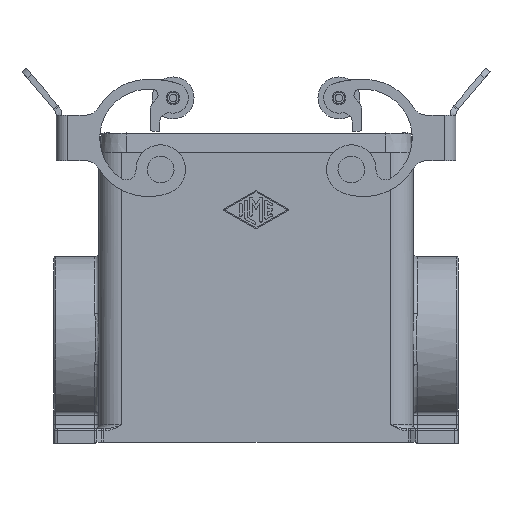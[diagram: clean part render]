
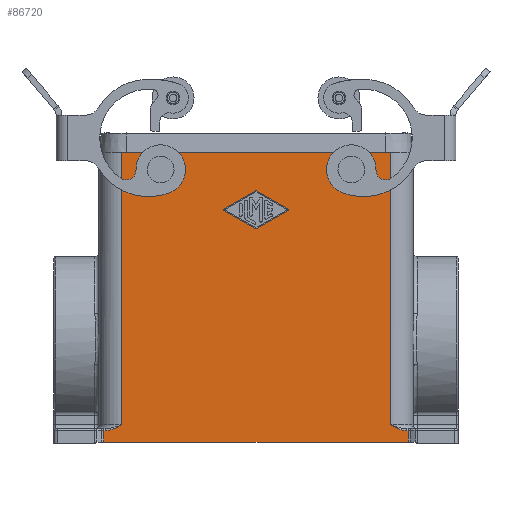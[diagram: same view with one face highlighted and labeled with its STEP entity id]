
A CAD part, left-side view. The second image highlights one B-rep face of the part: STEP entity #86720.
In plain terms, the highlighted face is planar.
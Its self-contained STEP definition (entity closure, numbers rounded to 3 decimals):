
#44280=CARTESIAN_POINT('',(35.25,-27.65,24.));
#44290=DIRECTION('',(0.,0.,-1.));
#44300=VECTOR('',#44290,71.5);
#44310=LINE('',#44280,#44300);
#44320=CARTESIAN_POINT('',(35.25,-27.65,24.));
#44330=VERTEX_POINT('',#44320);
#44340=CARTESIAN_POINT('',(35.25,-27.65,-47.5));
#44350=VERTEX_POINT('',#44340);
#44360=EDGE_CURVE('',#44330,#44350,#44310,.T.);
#79240=CARTESIAN_POINT('',(-39.58,-27.65,-49.));
#79250=VERTEX_POINT('',#79240);
#79410=CARTESIAN_POINT('',(-35.25,-27.65,-47.5));
#79420=VERTEX_POINT('',#79410);
#79450=CARTESIAN_POINT('',(-39.58,-27.65,-49.));
#79460=CARTESIAN_POINT('',(-39.388,-27.65,-49.));
#79470=CARTESIAN_POINT('',(-39.195,-27.65,-48.986));
#79480=CARTESIAN_POINT('',(-38.697,-27.65,-48.92));
#79490=CARTESIAN_POINT('',(-38.393,-27.65,-48.851));
#79500=CARTESIAN_POINT('',(-37.623,-27.65,-48.626));
#79510=CARTESIAN_POINT('',(-37.167,-27.65,-48.441));
#79520=CARTESIAN_POINT('',(-36.221,-27.65,-48.007));
#79530=CARTESIAN_POINT('',(-35.734,-27.65,-47.753));
#79540=CARTESIAN_POINT('',(-35.25,-27.65,-47.5));
#79550=B_SPLINE_CURVE_WITH_KNOTS('',3,(#79450,#79460,#79470,#79480,
#79490,#79500,#79510,#79520,#79530,#79540),.UNSPECIFIED.,.F.,.F.,(4,2,2,
2,4),(0.,0.058,0.15,0.298,
0.462),.UNSPECIFIED.);
#79560=EDGE_CURVE('',#79250,#79420,#79550,.T.);
#84960=CARTESIAN_POINT('',(35.25,-27.65,1.5));
#84970=DIRECTION('',(0.,-1.,0.));
#84980=DIRECTION('',(0.,0.,-1.));
#84990=AXIS2_PLACEMENT_3D('',#84960,#84970,#84980);
#85000=PLANE('',#84990);
#85010=CARTESIAN_POINT('',(25.,-27.65,19.5));
#85020=DIRECTION('',(0.,1.,0.));
#85030=DIRECTION('',(0.839,0.,
0.545));
#85040=AXIS2_PLACEMENT_3D('',#85010,#85020,#85030);
#85050=CIRCLE('',#85040,1.5);
#85060=CARTESIAN_POINT('',(26.258,-27.65,20.317));
#85070=VERTEX_POINT('',#85060);
#85080=CARTESIAN_POINT('',(23.742,-27.65,18.683));
#85090=VERTEX_POINT('',#85080);
#85100=EDGE_CURVE('',#85070,#85090,#85050,.T.);
#85110=ORIENTED_EDGE('',*,*,#85100,.T.);
#85120=EDGE_CURVE('',#85090,#85070,#85050,.T.);
#85130=ORIENTED_EDGE('',*,*,#85120,.T.);
#85140=EDGE_LOOP('',(#85130,#85110));
#85150=FACE_BOUND('',#85140,.T.);
#85160=CARTESIAN_POINT('',(0.,-27.65,13.622)
);
#85170=DIRECTION('',(0.,-1.,0.));
#85180=DIRECTION('',(1.,0.,0.));
#85190=AXIS2_PLACEMENT_3D('',#85160,#85170,#85180);
#85200=CIRCLE('',#85190,0.333);
#85210=CARTESIAN_POINT('',(0.165,-27.65,13.911));
#85220=VERTEX_POINT('',#85210);
#85230=CARTESIAN_POINT('',(-0.165,-27.65,13.911));
#85240=VERTEX_POINT('',#85230);
#85250=EDGE_CURVE('',#85220,#85240,#85200,.T.);
#85260=ORIENTED_EDGE('',*,*,#85250,.F.);
#85270=CARTESIAN_POINT('',(0.,-27.65,14.005));
#85280=DIRECTION('',(0.868,0.,0.496));
#85290=VECTOR('',#85280,1.);
#85300=LINE('',#85270,#85290);
#85310=CARTESIAN_POINT('',(-8.574,-27.65,9.105));
#85320=VERTEX_POINT('',#85310);
#85330=EDGE_CURVE('',#85320,#85240,#85300,.T.);
#85340=ORIENTED_EDGE('',*,*,#85330,.T.);
#85350=CARTESIAN_POINT('',(-8.491,-27.65,8.96));
#85360=DIRECTION('',(0.,-1.,0.));
#85370=DIRECTION('',(1.,0.,0.));
#85380=AXIS2_PLACEMENT_3D('',#85350,#85360,#85370);
#85390=CIRCLE('',#85380,0.167);
#85400=CARTESIAN_POINT('',(-8.574,-27.65,8.815));
#85410=VERTEX_POINT('',#85400);
#85420=EDGE_CURVE('',#85320,#85410,#85390,.T.);
#85430=ORIENTED_EDGE('',*,*,#85420,.F.);
#85440=CARTESIAN_POINT('',(0.,-27.65,3.914));
#85450=DIRECTION('',(-0.868,0.,0.496));
#85460=VECTOR('',#85450,1.);
#85470=LINE('',#85440,#85460);
#85480=CARTESIAN_POINT('',(-0.165,-27.65,4.009));
#85490=VERTEX_POINT('',#85480);
#85500=EDGE_CURVE('',#85490,#85410,#85470,.T.);
#85510=ORIENTED_EDGE('',*,*,#85500,.T.);
#85520=CARTESIAN_POINT('',(0.,-27.65,4.298)
);
#85530=DIRECTION('',(0.,-1.,0.));
#85540=DIRECTION('',(1.,0.,0.));
#85550=AXIS2_PLACEMENT_3D('',#85520,#85530,#85540);
#85560=CIRCLE('',#85550,0.333);
#85570=CARTESIAN_POINT('',(0.165,-27.65,4.009));
#85580=VERTEX_POINT('',#85570);
#85590=EDGE_CURVE('',#85490,#85580,#85560,.T.);
#85600=ORIENTED_EDGE('',*,*,#85590,.F.);
#85610=CARTESIAN_POINT('',(0.,-27.65,3.914));
#85620=DIRECTION('',(-0.868,0.,-0.496));
#85630=VECTOR('',#85620,1.);
#85640=LINE('',#85610,#85630);
#85650=CARTESIAN_POINT('',(8.574,-27.65,8.815));
#85660=VERTEX_POINT('',#85650);
#85670=EDGE_CURVE('',#85660,#85580,#85640,.T.);
#85680=ORIENTED_EDGE('',*,*,#85670,.T.);
#85690=CARTESIAN_POINT('',(8.491,-27.65,8.96));
#85700=DIRECTION('',(0.,-1.,0.));
#85710=DIRECTION('',(1.,0.,0.));
#85720=AXIS2_PLACEMENT_3D('',#85690,#85700,#85710);
#85730=CIRCLE('',#85720,0.166);
#85740=CARTESIAN_POINT('',(8.574,-27.65,9.104));
#85750=VERTEX_POINT('',#85740);
#85760=EDGE_CURVE('',#85660,#85750,#85730,.T.);
#85770=ORIENTED_EDGE('',*,*,#85760,.F.);
#85780=CARTESIAN_POINT('',(0.,-27.65,14.005));
#85790=DIRECTION('',(0.868,0.,-0.496));
#85800=VECTOR('',#85790,1.);
#85810=LINE('',#85780,#85800);
#85820=EDGE_CURVE('',#85220,#85750,#85810,.T.);
#85830=ORIENTED_EDGE('',*,*,#85820,.T.);
#85840=EDGE_LOOP('',(#85830,#85770,#85680,#85600,#85510,#85430,#85340,
#85260));
#85850=FACE_BOUND('',#85840,.T.);
#85860=CARTESIAN_POINT('',(-25.,-27.65,19.5));
#85870=DIRECTION('',(0.,1.,0.));
#85880=DIRECTION('',(-0.839,0.,
0.545));
#85890=AXIS2_PLACEMENT_3D('',#85860,#85870,#85880);
#85900=CIRCLE('',#85890,1.5);
#85910=CARTESIAN_POINT('',(-26.258,-27.65,20.317));
#85920=VERTEX_POINT('',#85910);
#85930=CARTESIAN_POINT('',(-23.742,-27.65,18.683));
#85940=VERTEX_POINT('',#85930);
#85950=EDGE_CURVE('',#85920,#85940,#85900,.T.);
#85960=ORIENTED_EDGE('',*,*,#85950,.T.);
#85970=EDGE_CURVE('',#85940,#85920,#85900,.T.);
#85980=ORIENTED_EDGE('',*,*,#85970,.T.);
#85990=EDGE_LOOP('',(#85980,#85960));
#86000=FACE_BOUND('',#85990,.T.);
#86010=ORIENTED_EDGE('',*,*,#79560,.F.);
#86020=CARTESIAN_POINT('',(-35.25,-27.65,24.));
#86030=DIRECTION('',(0.,0.,-1.));
#86040=VECTOR('',#86030,71.5);
#86050=LINE('',#86020,#86040);
#86060=CARTESIAN_POINT('',(-35.25,-27.65,24.));
#86070=VERTEX_POINT('',#86060);
#86080=EDGE_CURVE('',#86070,#79420,#86050,.T.);
#86090=ORIENTED_EDGE('',*,*,#86080,.T.);
#86100=CARTESIAN_POINT('',(0.,-27.65,24.));
#86110=DIRECTION('',(1.,0.,0.));
#86120=VECTOR('',#86110,1.);
#86130=LINE('',#86100,#86120);
#86140=EDGE_CURVE('',#86070,#44330,#86130,.T.);
#86150=ORIENTED_EDGE('',*,*,#86140,.F.);
#86160=ORIENTED_EDGE('',*,*,#44360,.F.);
#86170=CARTESIAN_POINT('',(35.25,-27.65,-47.5));
#86180=CARTESIAN_POINT('',(35.734,-27.65,-47.753));
#86190=CARTESIAN_POINT('',(36.221,-27.65,-48.007));
#86200=CARTESIAN_POINT('',(37.167,-27.65,-48.441));
#86210=CARTESIAN_POINT('',(37.623,-27.65,-48.626));
#86220=CARTESIAN_POINT('',(38.393,-27.65,-48.851));
#86230=CARTESIAN_POINT('',(38.697,-27.65,-48.92));
#86240=CARTESIAN_POINT('',(39.195,-27.65,-48.986));
#86250=CARTESIAN_POINT('',(39.388,-27.65,-49.));
#86260=CARTESIAN_POINT('',(39.58,-27.65,-49.));
#86270=B_SPLINE_CURVE_WITH_KNOTS('',3,(#86170,#86180,#86190,#86200,
#86210,#86220,#86230,#86240,#86250,#86260),.UNSPECIFIED.,.F.,.F.,(4,2,2,
2,4),(-0.001,0.163,0.311,
0.403,0.461),.UNSPECIFIED.);
#86280=CARTESIAN_POINT('',(39.58,-27.65,-49.));
#86290=VERTEX_POINT('',#86280);
#86300=EDGE_CURVE('',#44350,#86290,#86270,.T.);
#86310=ORIENTED_EDGE('',*,*,#86300,.F.);
#86320=CARTESIAN_POINT('',(39.58,-27.65,-49.));
#86330=DIRECTION('',(1.,0.,0.));
#86340=VECTOR('',#86330,0.42);
#86350=LINE('',#86320,#86340);
#86360=CARTESIAN_POINT('',(40.,-27.65,-49.));
#86370=VERTEX_POINT('',#86360);
#86380=EDGE_CURVE('',#86290,#86370,#86350,.T.);
#86390=ORIENTED_EDGE('',*,*,#86380,.F.);
#86400=CARTESIAN_POINT('',(40.,-27.65,-49.));
#86410=DIRECTION('',(0.,0.,-1.));
#86420=VECTOR('',#86410,3.);
#86430=LINE('',#86400,#86420);
#86440=CARTESIAN_POINT('',(40.,-27.65,-52.));
#86450=VERTEX_POINT('',#86440);
#86460=EDGE_CURVE('',#86370,#86450,#86430,.T.);
#86470=ORIENTED_EDGE('',*,*,#86460,.F.);
#86480=CARTESIAN_POINT('',(40.,-27.65,-52.));
#86490=DIRECTION('',(-1.,0.,0.));
#86500=VECTOR('',#86490,80.);
#86510=LINE('',#86480,#86500);
#86520=CARTESIAN_POINT('',(-40.,-27.65,-52.));
#86530=VERTEX_POINT('',#86520);
#86540=EDGE_CURVE('',#86450,#86530,#86510,.T.);
#86550=ORIENTED_EDGE('',*,*,#86540,.F.);
#86560=CARTESIAN_POINT('',(-40.,-27.65,-52.));
#86570=DIRECTION('',(0.,0.,1.));
#86580=VECTOR('',#86570,3.);
#86590=LINE('',#86560,#86580);
#86600=CARTESIAN_POINT('',(-40.,-27.65,-49.));
#86610=VERTEX_POINT('',#86600);
#86620=EDGE_CURVE('',#86530,#86610,#86590,.T.);
#86630=ORIENTED_EDGE('',*,*,#86620,.F.);
#86640=CARTESIAN_POINT('',(-40.,-27.65,-49.));
#86650=DIRECTION('',(1.,0.,0.));
#86660=VECTOR('',#86650,0.42);
#86670=LINE('',#86640,#86660);
#86680=EDGE_CURVE('',#86610,#79250,#86670,.T.);
#86690=ORIENTED_EDGE('',*,*,#86680,.F.);
#86700=EDGE_LOOP('',(#86690,#86630,#86550,#86470,#86390,#86310,#86160,
#86150,#86090,#86010));
#86710=FACE_OUTER_BOUND('',#86700,.T.);
#86720=ADVANCED_FACE('',(#85150,#85850,#86000,#86710),#85000,.T.);
